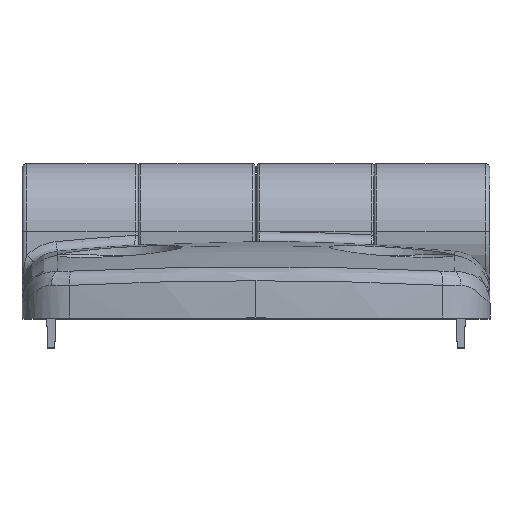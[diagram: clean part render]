
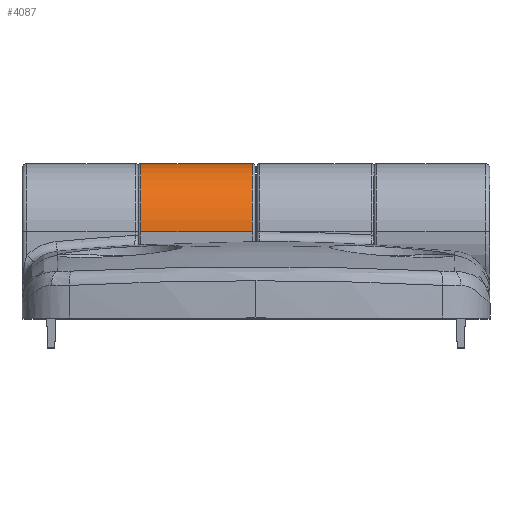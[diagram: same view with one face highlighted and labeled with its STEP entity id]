
A CAD part, top view. The second image highlights one B-rep face of the part: STEP entity #4087.
In plain terms, the highlighted cylindrical face has radius 7 mm (diameter 14 mm), a partial arc.
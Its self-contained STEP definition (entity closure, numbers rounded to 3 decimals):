
#6 = CARTESIAN_POINT ( 'NONE',  ( -11.8, 8.9, 7. ) ) ;
#41 = CARTESIAN_POINT ( 'NONE',  ( -0.4, 8.9, 0. ) ) ;
#122 = CARTESIAN_POINT ( 'NONE',  ( 24., 8.9, 0. ) ) ;
#171 = CARTESIAN_POINT ( 'NONE',  ( 24., 8.9, -7. ) ) ;
#251 = VERTEX_POINT ( 'NONE', #280 ) ;
#280 = CARTESIAN_POINT ( 'NONE',  ( -11.8, 8.9, -7. ) ) ;
#340 = EDGE_CURVE ( 'NONE', #1866, #942, #4394, .T. ) ;
#389 = DIRECTION ( 'NONE',  ( 0., 0., -1. ) ) ;
#643 = VECTOR ( 'NONE', #4549, 1000. ) ;
#851 = DIRECTION ( 'NONE',  ( 0., 0., 1. ) ) ;
#896 = DIRECTION ( 'NONE',  ( -1., 0., 0. ) ) ;
#942 = VERTEX_POINT ( 'NONE', #2681 ) ;
#1112 = ORIENTED_EDGE ( 'NONE', *, *, #2322, .F. ) ;
#1267 = CARTESIAN_POINT ( 'NONE',  ( -11.8, 8.9, 0. ) ) ;
#1616 = DIRECTION ( 'NONE',  ( 0., 0., -1. ) ) ;
#1621 = FACE_OUTER_BOUND ( 'NONE', #3849, .T. ) ;
#1866 = VERTEX_POINT ( 'NONE', #2833 ) ;
#2080 = CARTESIAN_POINT ( 'NONE',  ( 24., 8.9, 7. ) ) ;
#2278 = DIRECTION ( 'NONE',  ( -1., 0., 0. ) ) ;
#2322 = EDGE_CURVE ( 'NONE', #1866, #2466, #3252, .T. ) ;
#2350 = CYLINDRICAL_SURFACE ( 'NONE', #2624, 7. ) ;
#2466 = VERTEX_POINT ( 'NONE', #6 ) ;
#2515 = DIRECTION ( 'NONE',  ( -1., 0., 0. ) ) ;
#2562 = LINE ( 'NONE', #171, #4204 ) ;
#2624 = AXIS2_PLACEMENT_3D ( 'NONE', #122, #2278, #851 ) ;
#2681 = CARTESIAN_POINT ( 'NONE',  ( -0.4, 8.9, -7. ) ) ;
#2833 = CARTESIAN_POINT ( 'NONE',  ( -0.4, 8.9, 7. ) ) ;
#3108 = AXIS2_PLACEMENT_3D ( 'NONE', #1267, #3741, #1616 ) ;
#3180 = CIRCLE ( 'NONE', #3108, 7. ) ;
#3184 = ORIENTED_EDGE ( 'NONE', *, *, #4436, .T. ) ;
#3252 = LINE ( 'NONE', #2080, #643 ) ;
#3741 = DIRECTION ( 'NONE',  ( 1., 0., 0. ) ) ;
#3849 = EDGE_LOOP ( 'NONE', ( #1112, #4232, #3184, #4426 ) ) ;
#3947 = AXIS2_PLACEMENT_3D ( 'NONE', #41, #2515, #389 ) ;
#4087 = ADVANCED_FACE ( 'NONE', ( #1621 ), #2350, .T. ) ;
#4192 = EDGE_CURVE ( 'NONE', #251, #2466, #3180, .T. ) ;
#4204 = VECTOR ( 'NONE', #896, 1000. ) ;
#4232 = ORIENTED_EDGE ( 'NONE', *, *, #340, .T. ) ;
#4394 = CIRCLE ( 'NONE', #3947, 7. ) ;
#4426 = ORIENTED_EDGE ( 'NONE', *, *, #4192, .T. ) ;
#4436 = EDGE_CURVE ( 'NONE', #942, #251, #2562, .T. ) ;
#4549 = DIRECTION ( 'NONE',  ( -1., 0., 0. ) ) ;
